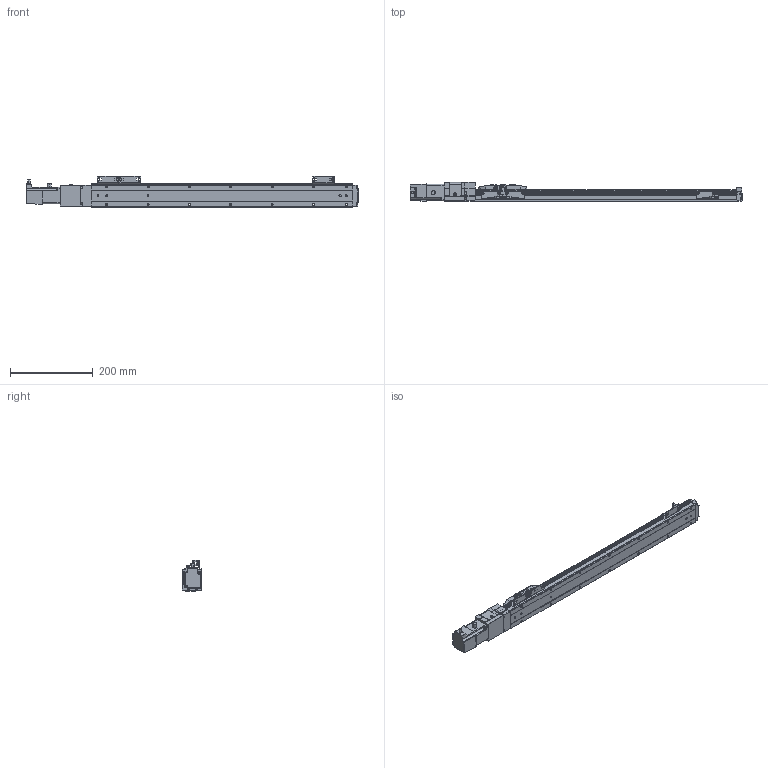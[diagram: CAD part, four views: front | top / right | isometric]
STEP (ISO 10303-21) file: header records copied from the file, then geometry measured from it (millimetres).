
FILE_DESCRIPTION (( 'STEP AP214' ), '1' );
FILE_NAME ('MLU52BC-10XLD-0500-XXXX.STEP', '2025-02-28T16:01:46', ( '' ), ( '' ), 'SwSTEP 2.0', 'SolidWorks 2022', '' );
FILE_SCHEMA (( 'AUTOMOTIVE_DESIGN' ));
Length unit declared in the file: millimetre
Products named in the file (12): MLU52-500-5; FANG STICKER; MLU52BC-10XLD-0500-XXXX; MLU52-500-1; MLU52-500SENSOR; MLU52-500-4; MLU52-500SENSORPLATE; MLU52-500-2; MLU52-500MOTOR; MLU52-500-3; MLU52-500CARRIAGE; MLU52-500FANGTOOTH
Assembly tree (15 placements, depth 2):
  MLU52BC-10XLD-0500-XXXX
    MLU52-500-1
    MLU52-500-2
    MLU52-500-3
    MLU52-500MOTOR
    MLU52-500-4
    MLU52-500FANGTOOTH
    MLU52-500CARRIAGE
    MLU52-500-5
    MLU52-500SENSORPLATE  x3
    MLU52-500SENSOR  x3
    FANG STICKER
Bounding box: 803.4 x 46 x 76 mm (x, y, z)
Volume: 1193201.9 mm3; surface area: 226897.3 mm2
Topology: 15 solids, 15 shells, 1601 faces, 4300 edges, 2829 vertices
Faces by surface type: plane 853, cylinder 644, cone 64, torus 40
Entity records: 43778 total; most frequent: CARTESIAN_POINT 9151, ORIENTED_EDGE 7160, DIRECTION 7107, EDGE_CURVE 3580, AXIS2_PLACEMENT_3D 2399, VERTEX_POINT 2357, VECTOR 2309, LINE 2309
